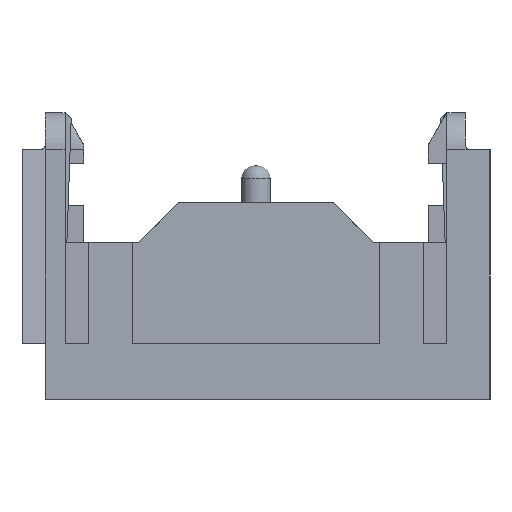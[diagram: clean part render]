
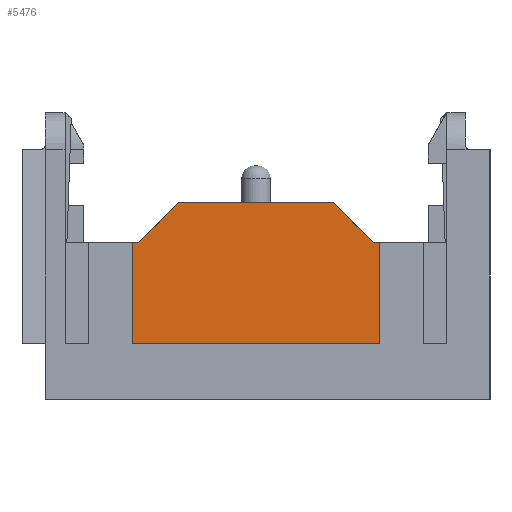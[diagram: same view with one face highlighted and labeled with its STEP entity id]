
A CAD part, left-side view. The second image highlights one B-rep face of the part: STEP entity #5476.
In plain terms, the highlighted planar face has unit normal (-1, 0, 0).
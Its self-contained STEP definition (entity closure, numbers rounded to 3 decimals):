
#143 = DIRECTION ( 'NONE',  ( 0., 0., -1. ) ) ;
#245 = VECTOR ( 'NONE', #718, 1000. ) ;
#416 = ORIENTED_EDGE ( 'NONE', *, *, #4445, .T. ) ;
#483 = VECTOR ( 'NONE', #2598, 1000. ) ;
#560 = EDGE_CURVE ( 'NONE', #2398, #7463, #7604, .T. ) ;
#640 = VERTEX_POINT ( 'NONE', #7568 ) ;
#695 = CARTESIAN_POINT ( 'NONE',  ( 95.356, 153.939, 7.621 ) ) ;
#718 = DIRECTION ( 'NONE',  ( 0., 0.707, 0.707 ) ) ;
#764 = CARTESIAN_POINT ( 'NONE',  ( 95.356, 145.521, 7.621 ) ) ;
#768 = EDGE_LOOP ( 'NONE', ( #4616, #2593, #4310, #4571, #416, #4561, #6418, #7973 ) ) ;
#781 = DIRECTION ( 'NONE',  ( 0., 1., 0. ) ) ;
#867 = VECTOR ( 'NONE', #781, 1000. ) ;
#1128 = VECTOR ( 'NONE', #2126, 1000. ) ;
#1228 = CARTESIAN_POINT ( 'NONE',  ( 95.356, 156.06, 5.5 ) ) ;
#1293 = EDGE_CURVE ( 'NONE', #1896, #7463, #6394, .T. ) ;
#1324 = VECTOR ( 'NONE', #1938, 1000. ) ;
#1431 = VERTEX_POINT ( 'NONE', #7668 ) ;
#1597 = VECTOR ( 'NONE', #7457, 1000. ) ;
#1853 = CARTESIAN_POINT ( 'NONE',  ( 95.356, 156.422, 5.5 ) ) ;
#1896 = VERTEX_POINT ( 'NONE', #2921 ) ;
#1938 = DIRECTION ( 'NONE',  ( 0., 0., -1. ) ) ;
#2072 = PLANE ( 'NONE',  #5704 ) ;
#2108 = CARTESIAN_POINT ( 'NONE',  ( 95.356, 156.422, 5.5 ) ) ;
#2126 = DIRECTION ( 'NONE',  ( 0., -1., 0. ) ) ;
#2398 = VERTEX_POINT ( 'NONE', #6758 ) ;
#2593 = ORIENTED_EDGE ( 'NONE', *, *, #1293, .F. ) ;
#2598 = DIRECTION ( 'NONE',  ( 0., -1., 0. ) ) ;
#2769 = LINE ( 'NONE', #3501, #7367 ) ;
#2921 = CARTESIAN_POINT ( 'NONE',  ( 95.356, 143.038, 5.5 ) ) ;
#3203 = LINE ( 'NONE', #8014, #483 ) ;
#3242 = LINE ( 'NONE', #3812, #1324 ) ;
#3390 = EDGE_CURVE ( 'NONE', #640, #4460, #2769, .T. ) ;
#3501 = CARTESIAN_POINT ( 'NONE',  ( 95.356, 156.06, 5.5 ) ) ;
#3812 = CARTESIAN_POINT ( 'NONE',  ( 95.356, 156.422, 5.5 ) ) ;
#3844 = VERTEX_POINT ( 'NONE', #1853 ) ;
#3994 = EDGE_CURVE ( 'NONE', #3844, #2398, #3242, .T. ) ;
#4144 = CARTESIAN_POINT ( 'NONE',  ( 95.356, 145.521, 7.621 ) ) ;
#4310 = ORIENTED_EDGE ( 'NONE', *, *, #7474, .F. ) ;
#4445 = EDGE_CURVE ( 'NONE', #5553, #640, #7534, .T. ) ;
#4460 = VERTEX_POINT ( 'NONE', #1228 ) ;
#4488 = DIRECTION ( 'NONE',  ( 0., -1., 0. ) ) ;
#4561 = ORIENTED_EDGE ( 'NONE', *, *, #3390, .T. ) ;
#4571 = ORIENTED_EDGE ( 'NONE', *, *, #6739, .T. ) ;
#4616 = ORIENTED_EDGE ( 'NONE', *, *, #560, .T. ) ;
#5225 = CARTESIAN_POINT ( 'NONE',  ( 95.356, 156.422, 5.5 ) ) ;
#5246 = FACE_OUTER_BOUND ( 'NONE', #768, .T. ) ;
#5257 = DIRECTION ( 'NONE',  ( 0., 0.707, -0.707 ) ) ;
#5386 = EDGE_CURVE ( 'NONE', #3844, #4460, #3203, .T. ) ;
#5476 = ADVANCED_FACE ( 'NONE', ( #5246 ), #2072, .F. ) ;
#5553 = VERTEX_POINT ( 'NONE', #4144 ) ;
#5704 = AXIS2_PLACEMENT_3D ( 'NONE', #2108, #7057, #143 ) ;
#5832 = LINE ( 'NONE', #764, #245 ) ;
#5848 = LINE ( 'NONE', #5225, #1128 ) ;
#6096 = VECTOR ( 'NONE', #4488, 1000. ) ;
#6343 = CARTESIAN_POINT ( 'NONE',  ( 95.356, 143.038, 5.5 ) ) ;
#6394 = LINE ( 'NONE', #6343, #1597 ) ;
#6418 = ORIENTED_EDGE ( 'NONE', *, *, #5386, .F. ) ;
#6739 = EDGE_CURVE ( 'NONE', #1431, #5553, #5832, .T. ) ;
#6758 = CARTESIAN_POINT ( 'NONE',  ( 95.356, 156.422, 0. ) ) ;
#6854 = CARTESIAN_POINT ( 'NONE',  ( 95.356, 156.422, 0. ) ) ;
#7057 = DIRECTION ( 'NONE',  ( 1., 0., 0. ) ) ;
#7367 = VECTOR ( 'NONE', #5257, 1000. ) ;
#7457 = DIRECTION ( 'NONE',  ( 0., 0., -1. ) ) ;
#7463 = VERTEX_POINT ( 'NONE', #7704 ) ;
#7474 = EDGE_CURVE ( 'NONE', #1431, #1896, #5848, .T. ) ;
#7534 = LINE ( 'NONE', #695, #867 ) ;
#7568 = CARTESIAN_POINT ( 'NONE',  ( 95.356, 153.939, 7.621 ) ) ;
#7604 = LINE ( 'NONE', #6854, #6096 ) ;
#7668 = CARTESIAN_POINT ( 'NONE',  ( 95.356, 143.4, 5.5 ) ) ;
#7704 = CARTESIAN_POINT ( 'NONE',  ( 95.356, 143.038, 0. ) ) ;
#7973 = ORIENTED_EDGE ( 'NONE', *, *, #3994, .T. ) ;
#8014 = CARTESIAN_POINT ( 'NONE',  ( 95.356, 156.422, 5.5 ) ) ;
